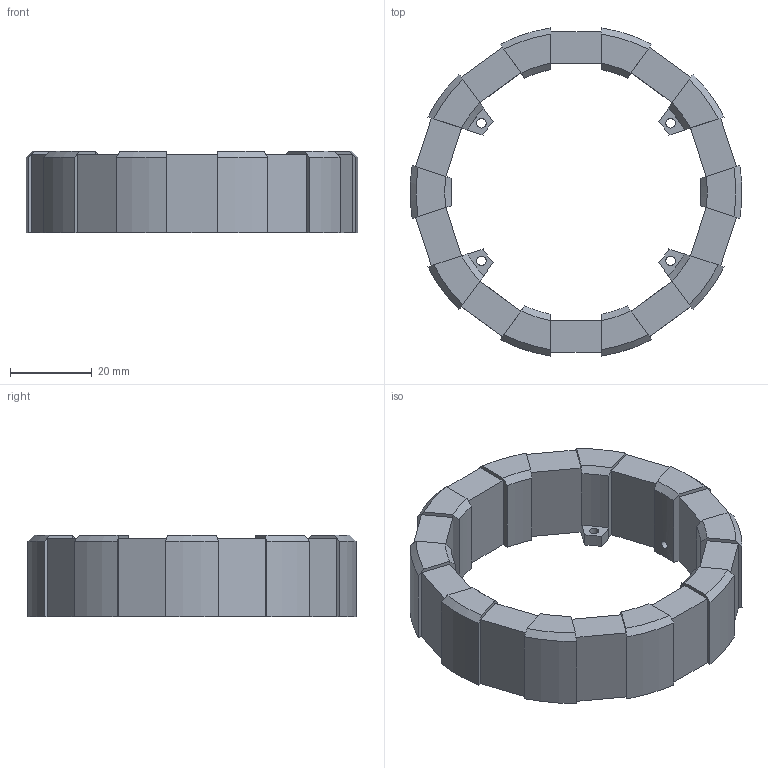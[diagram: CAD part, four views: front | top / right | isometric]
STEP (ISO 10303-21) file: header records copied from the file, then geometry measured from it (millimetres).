
FILE_DESCRIPTION(/* description */ (''),/* implementation_level */ '2;1');
FILE_NAME(/* name */ 'Glow Ring v1.step',/* time_stamp */ '2022-09-22T16:39:05+02:00',/* author */ (''),/* organization */ (''),/* preprocessor_version */ 'ST-DEVELOPER v19',/* originating_system */ 'Autodesk Translation Framework v11.7.0.108',/* authorisation */ '');
FILE_SCHEMA (('AUTOMOTIVE_DESIGN { 1 0 10303 214 3 1 1 }'));
Length unit declared in the file: millimetre
Products named in the file (1): Glow Ring
Bounding box: 80.88 x 80.04 x 20 mm (x, y, z)
Volume: 29348.6 mm3; surface area: 18453.4 mm2
Topology: 1 solids, 1 shells, 225 faces, 601 edges, 388 vertices
Faces by surface type: plane 102, cylinder 78, cone 35, bspline 10
Full cylindrical faces by diameter (mm): 2 x2, 2.3 x4, 5.2 x10
Entity records: 8440 total; most frequent: CARTESIAN_POINT 2702, DIRECTION 1210, ORIENTED_EDGE 1202, EDGE_CURVE 601, AXIS2_PLACEMENT_3D 440, VERTEX_POINT 388, LINE 330, VECTOR 330
